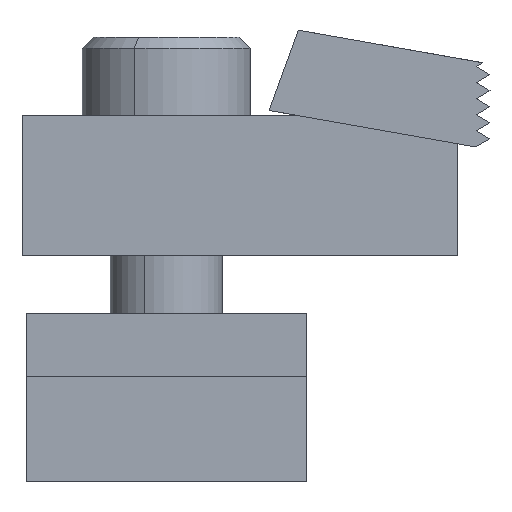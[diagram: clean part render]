
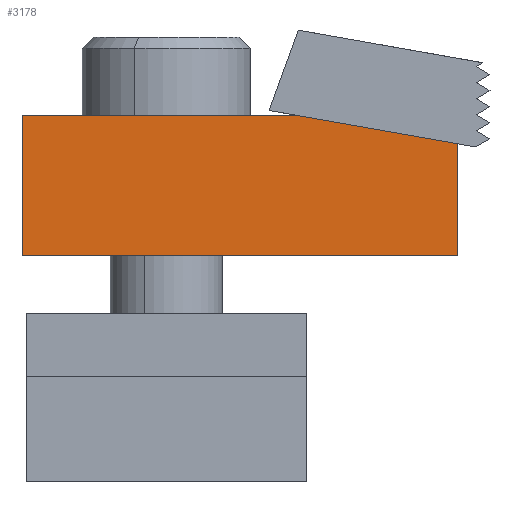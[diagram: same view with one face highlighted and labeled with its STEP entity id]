
A CAD part, left-side view. The second image highlights one B-rep face of the part: STEP entity #3178.
In plain terms, the highlighted planar face has unit normal (-1, 0, 0).
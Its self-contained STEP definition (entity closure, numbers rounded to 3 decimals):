
#2293 = DIRECTION ( 'NONE',  ( 0., 0., -1. ) ) ;
#2294 = VECTOR ( 'NONE', #2293, 1000. ) ;
#2295 = CARTESIAN_POINT ( 'NONE',  ( -14.288, -49.276, -3.175 ) ) ;
#2300 = LINE ( 'NONE', #2295, #2294 ) ;
#2304 = CARTESIAN_POINT ( 'NONE',  ( -14.288, -31.27, 0. ) ) ;
#2313 = PLANE ( 'NONE',  #2429 ) ;
#2315 = CARTESIAN_POINT ( 'NONE',  ( -14.288, 0., -15.875 ) ) ;
#2348 = DIRECTION ( 'NONE',  ( 0., 0., 1. ) ) ;
#2349 = DIRECTION ( 'NONE',  ( -1., 0., 0. ) ) ;
#2350 = FACE_OUTER_BOUND ( 'NONE', #3164, .T. ) ;
#2356 = CARTESIAN_POINT ( 'NONE',  ( -14.288, 0., -15.875 ) ) ;
#2357 = CARTESIAN_POINT ( 'NONE',  ( -14.288, 0., 0. ) ) ;
#2360 = DIRECTION ( 'NONE',  ( 0., -1., 0. ) ) ;
#2361 = VECTOR ( 'NONE', #2360, 1000. ) ;
#2369 = DIRECTION ( 'NONE',  ( 0., 0., 1. ) ) ;
#2371 = VECTOR ( 'NONE', #2369, 1000. ) ;
#2376 = CARTESIAN_POINT ( 'NONE',  ( -14.288, -49.276, -3.175 ) ) ;
#2377 = CARTESIAN_POINT ( 'NONE',  ( -14.288, 0., -15.875 ) ) ;
#2378 = LINE ( 'NONE', #2377, #2371 ) ;
#2379 = DIRECTION ( 'NONE',  ( 0., -0.985, -0.174 ) ) ;
#2380 = VECTOR ( 'NONE', #2379, 1000. ) ;
#2381 = CARTESIAN_POINT ( 'NONE',  ( -14.288, -31.27, 0. ) ) ;
#2386 = LINE ( 'NONE', #2381, #2380 ) ;
#2404 = CARTESIAN_POINT ( 'NONE',  ( -14.288, -49.276, -15.875 ) ) ;
#2405 = DIRECTION ( 'NONE',  ( 0., 1., 0. ) ) ;
#2406 = VECTOR ( 'NONE', #2405, 1000. ) ;
#2407 = CARTESIAN_POINT ( 'NONE',  ( -14.288, -49.276, -15.875 ) ) ;
#2408 = LINE ( 'NONE', #2407, #2406 ) ;
#2422 = CARTESIAN_POINT ( 'NONE',  ( -14.288, 0., 0. ) ) ;
#2423 = LINE ( 'NONE', #2422, #2361 ) ;
#2429 = AXIS2_PLACEMENT_3D ( 'NONE', #2315, #2349, #2348 ) ;
#3085 = VERTEX_POINT ( 'NONE', #2304 ) ;
#3094 = VERTEX_POINT ( 'NONE', #2357 ) ;
#3099 = EDGE_CURVE ( 'NONE', #3094, #3085, #2423, .T. ) ;
#3107 = EDGE_CURVE ( 'NONE', #3110, #3109, #2408, .T. ) ;
#3109 = VERTEX_POINT ( 'NONE', #2356 ) ;
#3110 = VERTEX_POINT ( 'NONE', #2404 ) ;
#3130 = EDGE_CURVE ( 'NONE', #3085, #3137, #2386, .T. ) ;
#3137 = VERTEX_POINT ( 'NONE', #2376 ) ;
#3141 = EDGE_CURVE ( 'NONE', #3109, #3094, #2378, .T. ) ;
#3148 = EDGE_CURVE ( 'NONE', #3137, #3110, #2300, .T. ) ;
#3155 = ORIENTED_EDGE ( 'NONE', *, *, #3130, .F. ) ;
#3160 = ORIENTED_EDGE ( 'NONE', *, *, #3099, .F. ) ;
#3162 = ORIENTED_EDGE ( 'NONE', *, *, #3148, .F. ) ;
#3164 = EDGE_LOOP ( 'NONE', ( #3166, #3176, #3162, #3155, #3160 ) ) ;
#3166 = ORIENTED_EDGE ( 'NONE', *, *, #3141, .F. ) ;
#3176 = ORIENTED_EDGE ( 'NONE', *, *, #3107, .F. ) ;
#3178 = ADVANCED_FACE ( 'NONE', ( #2350 ), #2313, .T. ) ;
